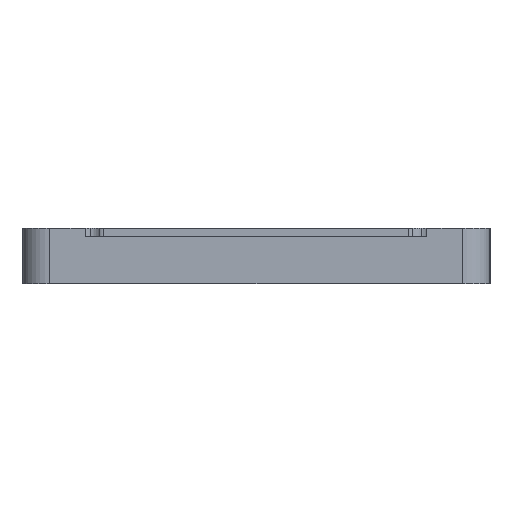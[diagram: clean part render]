
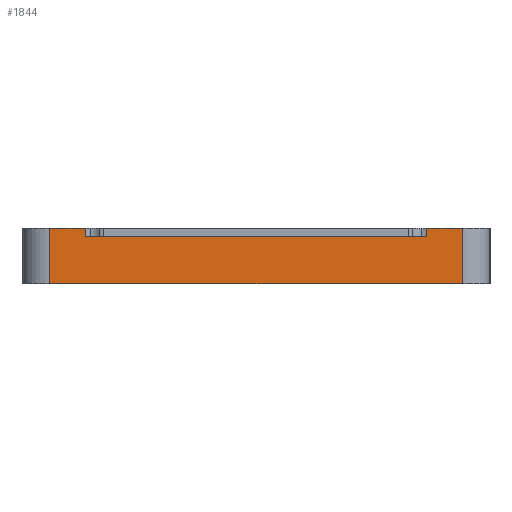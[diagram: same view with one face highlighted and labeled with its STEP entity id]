
A CAD part, left-side view. The second image highlights one B-rep face of the part: STEP entity #1844.
In plain terms, the highlighted planar face has unit normal (-1, 0, 0).
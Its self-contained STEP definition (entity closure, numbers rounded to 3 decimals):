
#9 = LINE ( 'NONE', #969, #2881 ) ;
#22 = CARTESIAN_POINT ( 'NONE',  ( -232.25, -75., -17. ) ) ;
#71 = EDGE_CURVE ( 'NONE', #3064, #2918, #330, .T. ) ;
#94 = EDGE_CURVE ( 'NONE', #517, #2658, #348, .T. ) ;
#120 = CARTESIAN_POINT ( 'NONE',  ( -232.25, 75., 3. ) ) ;
#228 = EDGE_LOOP ( 'NONE', ( #2829, #2076, #289, #786, #1676, #1101, #711, #3015 ) ) ;
#275 = PLANE ( 'NONE',  #2527 ) ;
#289 = ORIENTED_EDGE ( 'NONE', *, *, #1784, .F. ) ;
#296 = CARTESIAN_POINT ( 'NONE',  ( -232.25, 75., -17. ) ) ;
#330 = LINE ( 'NONE', #1759, #771 ) ;
#345 = CARTESIAN_POINT ( 'NONE',  ( -232.25, -75., -17. ) ) ;
#348 = LINE ( 'NONE', #1974, #1212 ) ;
#391 = DIRECTION ( 'NONE',  ( 0., -1., 0. ) ) ;
#517 = VERTEX_POINT ( 'NONE', #120 ) ;
#693 = VECTOR ( 'NONE', #2914, 1000. ) ;
#711 = ORIENTED_EDGE ( 'NONE', *, *, #777, .F. ) ;
#771 = VECTOR ( 'NONE', #3001, 1000. ) ;
#777 = EDGE_CURVE ( 'NONE', #1150, #3064, #2393, .T. ) ;
#786 = ORIENTED_EDGE ( 'NONE', *, *, #1712, .T. ) ;
#832 = VECTOR ( 'NONE', #2626, 1000. ) ;
#969 = CARTESIAN_POINT ( 'NONE',  ( -232.25, -75., -17. ) ) ;
#991 = VECTOR ( 'NONE', #391, 1000. ) ;
#1101 = ORIENTED_EDGE ( 'NONE', *, *, #71, .F. ) ;
#1136 = CARTESIAN_POINT ( 'NONE',  ( -232.25, -62., 3. ) ) ;
#1144 = DIRECTION ( 'NONE',  ( 0., -1., 0. ) ) ;
#1150 = VERTEX_POINT ( 'NONE', #2858 ) ;
#1212 = VECTOR ( 'NONE', #2249, 1000. ) ;
#1239 = VECTOR ( 'NONE', #1144, 1000. ) ;
#1242 = DIRECTION ( 'NONE',  ( 0., 0., 1. ) ) ;
#1341 = CARTESIAN_POINT ( 'NONE',  ( -232.25, -75., -17. ) ) ;
#1557 = CARTESIAN_POINT ( 'NONE',  ( -232.25, 62., 0. ) ) ;
#1676 = ORIENTED_EDGE ( 'NONE', *, *, #1934, .T. ) ;
#1679 = DIRECTION ( 'NONE',  ( 0., 0., 1. ) ) ;
#1712 = EDGE_CURVE ( 'NONE', #1931, #2864, #2982, .T. ) ;
#1758 = CARTESIAN_POINT ( 'NONE',  ( -232.25, 75., -17. ) ) ;
#1759 = CARTESIAN_POINT ( 'NONE',  ( -232.25, -75., 3. ) ) ;
#1784 = EDGE_CURVE ( 'NONE', #1931, #517, #2259, .T. ) ;
#1844 = ADVANCED_FACE ( 'NONE', ( #1893 ), #275, .T. ) ;
#1893 = FACE_OUTER_BOUND ( 'NONE', #228, .T. ) ;
#1931 = VERTEX_POINT ( 'NONE', #296 ) ;
#1934 = EDGE_CURVE ( 'NONE', #2864, #2918, #9, .T. ) ;
#1974 = CARTESIAN_POINT ( 'NONE',  ( -232.25, -75., 3. ) ) ;
#2020 = DIRECTION ( 'NONE',  ( 0., 0., 1. ) ) ;
#2076 = ORIENTED_EDGE ( 'NONE', *, *, #94, .F. ) ;
#2181 = VECTOR ( 'NONE', #2020, 1000. ) ;
#2213 = LINE ( 'NONE', #2495, #693 ) ;
#2249 = DIRECTION ( 'NONE',  ( 0., -1., 0. ) ) ;
#2259 = LINE ( 'NONE', #1758, #2181 ) ;
#2293 = LINE ( 'NONE', #1557, #1239 ) ;
#2298 = CARTESIAN_POINT ( 'NONE',  ( -232.25, 62., 0. ) ) ;
#2377 = CARTESIAN_POINT ( 'NONE',  ( -232.25, -62., 0. ) ) ;
#2393 = LINE ( 'NONE', #2377, #832 ) ;
#2495 = CARTESIAN_POINT ( 'NONE',  ( -232.25, 62., 0. ) ) ;
#2527 = AXIS2_PLACEMENT_3D ( 'NONE', #22, #2654, #1242 ) ;
#2626 = DIRECTION ( 'NONE',  ( 0., 0., 1. ) ) ;
#2654 = DIRECTION ( 'NONE',  ( -1., 0., 0. ) ) ;
#2658 = VERTEX_POINT ( 'NONE', #2761 ) ;
#2697 = VERTEX_POINT ( 'NONE', #2298 ) ;
#2761 = CARTESIAN_POINT ( 'NONE',  ( -232.25, 62., 3. ) ) ;
#2798 = EDGE_CURVE ( 'NONE', #2697, #2658, #2213, .T. ) ;
#2805 = CARTESIAN_POINT ( 'NONE',  ( -232.25, -75., 3. ) ) ;
#2829 = ORIENTED_EDGE ( 'NONE', *, *, #2798, .T. ) ;
#2853 = EDGE_CURVE ( 'NONE', #2697, #1150, #2293, .T. ) ;
#2858 = CARTESIAN_POINT ( 'NONE',  ( -232.25, -62., 0. ) ) ;
#2864 = VERTEX_POINT ( 'NONE', #1341 ) ;
#2881 = VECTOR ( 'NONE', #1679, 1000. ) ;
#2914 = DIRECTION ( 'NONE',  ( 0., 0., 1. ) ) ;
#2918 = VERTEX_POINT ( 'NONE', #2805 ) ;
#2982 = LINE ( 'NONE', #345, #991 ) ;
#3001 = DIRECTION ( 'NONE',  ( 0., -1., 0. ) ) ;
#3015 = ORIENTED_EDGE ( 'NONE', *, *, #2853, .F. ) ;
#3064 = VERTEX_POINT ( 'NONE', #1136 ) ;
